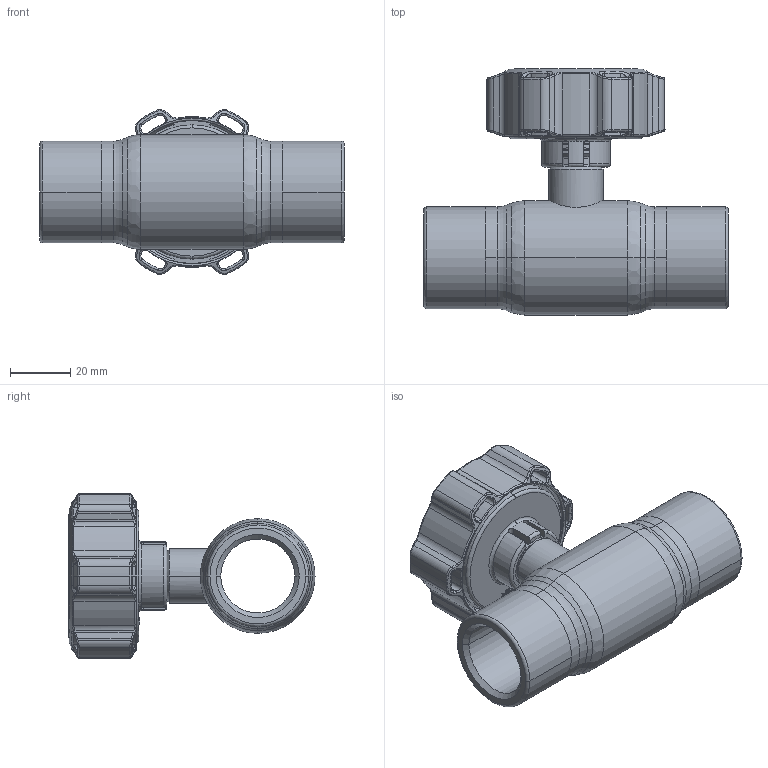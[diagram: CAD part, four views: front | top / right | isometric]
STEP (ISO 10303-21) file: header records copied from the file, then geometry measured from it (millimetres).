
FILE_DESCRIPTION (( 'STEP AP214' ), '1' );
FILE_NAME ('1020002030-2201.step', '2023-09-18T09:15:42', ( '' ), ( '' ), 'SwSTEP 2.0', 'SolidWorks 2021', '' );
FILE_SCHEMA (( 'AUTOMOTIVE_DESIGN' ));
Length unit declared in the file: millimetre
Products named in the file (1): 1020002030-2201
Bounding box: 101 x 81.6 x 54.57 mm (x, y, z)
Surface area: 30708.7 mm2 (no closed solid volume)
Topology: 0 solids, 8 shells, 530 faces, 1478 edges, 936 vertices
Faces by surface type: bspline 174, cylinder 128, plane 97, torus 85, cone 46
Entity records: 32070 total; most frequent: CARTESIAN_POINT 14175, ORIENTED_EDGE 2686, DIRECTION 2132, EDGE_CURVE 1478, VERTEX_POINT 936, AXIS2_PLACEMENT_3D 855, EDGE_LOOP 565, UNCERTAINTY_MEASURE_WITH_UNIT 532
